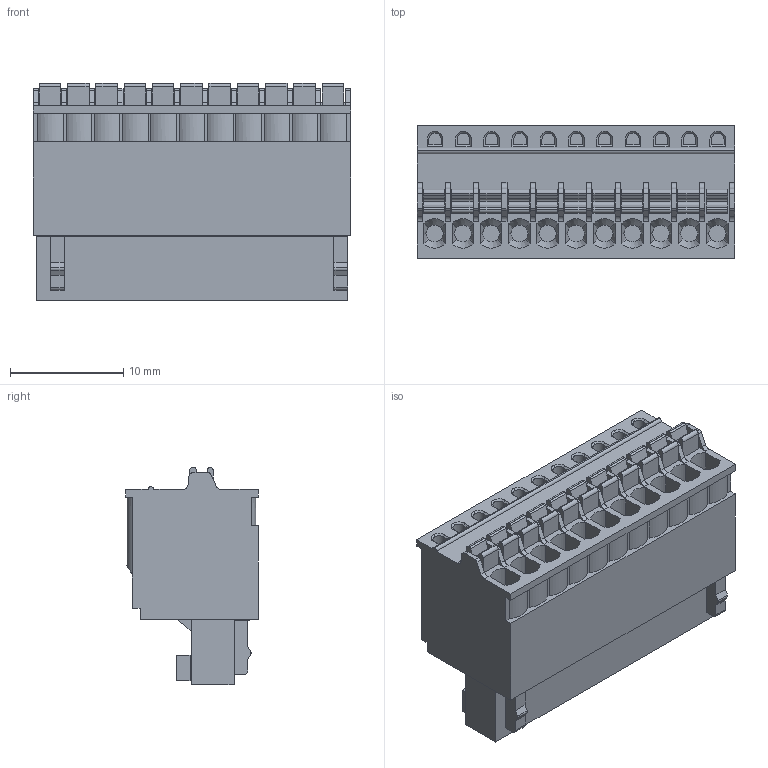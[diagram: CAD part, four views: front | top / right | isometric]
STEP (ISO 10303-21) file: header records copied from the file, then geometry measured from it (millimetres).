
FILE_DESCRIPTION(('CATIA V5R24 STEP','CAx-IF Rec.Pracs.--- Model Styling and Organization---1.2---2011-12-15'),'2;1');
FILE_NAME ('D1462125_0_2439740000_2439740000.stp','2016-04-19T12:55:38+00:00',('none'),('Weidmueller'),'CATIA Version 5-6 Release 2014 SP4','CATIA V5 STEP AP214','none');
FILE_SCHEMA(('AUTOMOTIVE_DESIGN { 1 0 10303 214 1 1 1 1 }'));
Length unit declared in the file: millimetre
Products named in the file (1): 2439740000_BLF 2.50/11/180 SN BK BX
Bounding box: 28.1 x 11.75 x 19.2 mm (x, y, z)
Volume: 3982.3 mm3; surface area: 3074.9 mm2
Topology: 1 solids, 1 shells, 738 faces, 1901 edges, 1230 vertices
Faces by surface type: plane 408, cylinder 242, cone 66, bspline 22
Entity records: 24768 total; most frequent: CARTESIAN_POINT 7380, ORIENTED_EDGE 3802, DIRECTION 3080, EDGE_CURVE 1901, VECTOR 1302, LINE 1302, VERTEX_POINT 1230, AXIS2_PLACEMENT_3D 1063
